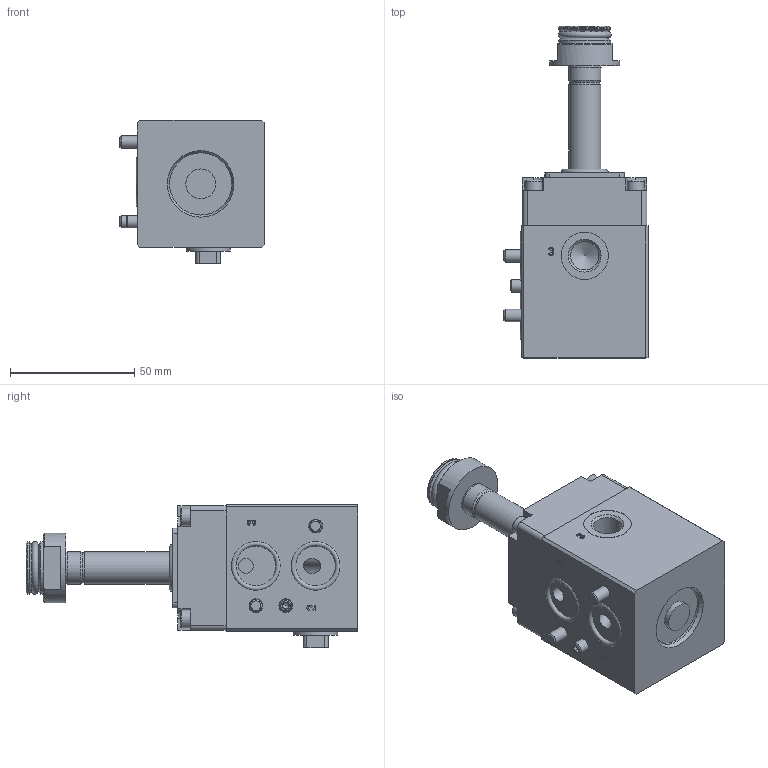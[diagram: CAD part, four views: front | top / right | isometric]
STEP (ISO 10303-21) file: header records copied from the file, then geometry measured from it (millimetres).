
FILE_DESCRIPTION(/* description */ ('STEP AP214'),/* implementation_level */ '2;1');
FILE_NAME(/* name */ '4514739_VOFC-LT-M32C-M-FG14-F19A',/* time_stamp */ '2024-09-17T01:31:35+02:00',/* author */ ('License CC BY-ND 4.0'),/* organization */ ('CADENAS'),/* preprocessor_version */ 'ST-DEVELOPER v19.3',/* originating_system */ 'PARTsolutions',/* authorisation */ ' ');
FILE_SCHEMA (('AUTOMOTIVE_DESIGN {1 0 10303 214 3 1 1}'));
Length unit declared in the file: millimetre
Products named in the file (7): 4514739 VOFC-LT-M32C-M-FG14-F19A; 2868687 VOFC-L-T-M32C-M-FG14-F19A----(d); 2868687 VOFC-LT-M32C-M-FG14-F19A-----(part); 8040819 F-M5x50-A2-70; 200936 B-16x2-N; ISO-4026 M5x10; Blind-1/4-S---(part)
Assembly tree (8 placements, depth 2):
  4514739 VOFC-LT-M32C-M-FG14-F19A
    2868687 VOFC-L-T-M32C-M-FG14-F19A----(d)
    2868687 VOFC-LT-M32C-M-FG14-F19A-----(part)
    8040819 F-M5x50-A2-70  x2
    200936 B-16x2-N  x2
    ISO-4026 M5x10
    Blind-1/4-S---(part)
Bounding box: 58 x 133.35 x 57.5 mm (x, y, z)
Volume: 194647.4 mm3; surface area: 33356.3 mm2
Topology: 7 solids, 7 shells, 333 faces, 785 edges, 509 vertices
Faces by surface type: plane 174, cylinder 116, cone 27, torus 16
Full cylindrical faces by diameter (mm): 4.386 x1, 5 x3, 5.5 x3, 6 x2, 7 x4, 8.38 x4, 8.5 x2, 10 x2, 11.445 x2, 12 x1, 12.06 x1, 13 x2, 13.157 x2, 17.8 x1, 19 x1, 19.2 x1, 19.5 x2, 21 x2, 25 x1, 28 x1
Entity records: 10624 total; most frequent: DIRECTION 1576, CARTESIAN_POINT 1503, ORIENTED_EDGE 1340, EDGE_CURVE 670, AXIS2_PLACEMENT_3D 592, VERTEX_POINT 478, FACE_BOUND 432, EDGE_LOOP 426
